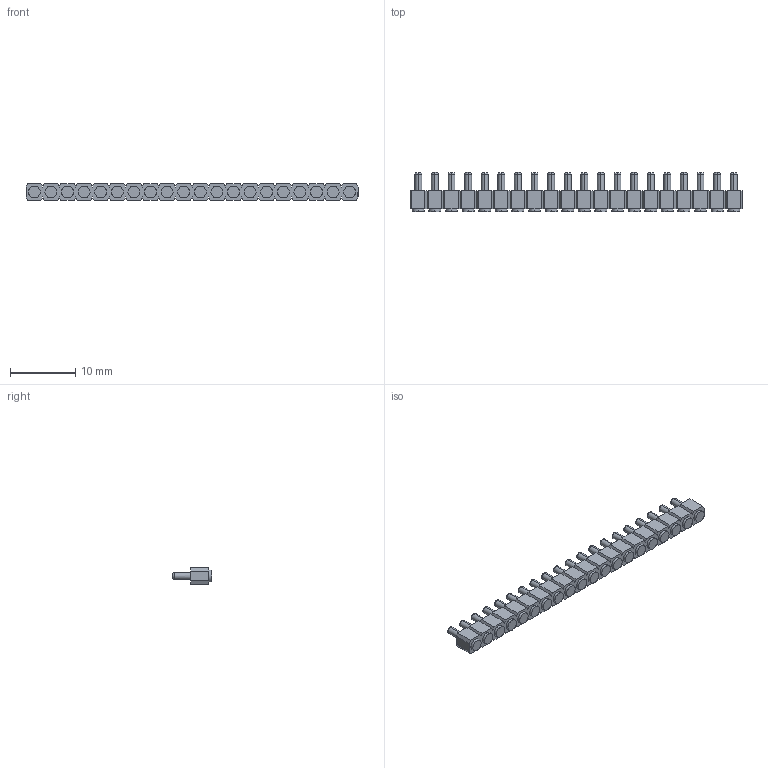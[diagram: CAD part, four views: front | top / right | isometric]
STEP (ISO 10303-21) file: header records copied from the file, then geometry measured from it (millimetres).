
FILE_DESCRIPTION (( 'STEP AP214' ), '1' );
FILE_NAME ('811-22-020-30-004101.STEP', '2022-05-11T04:20:12', ( '' ), ( '' ), 'SwSTEP 2.0', 'SolidWorks 2017', '' );
FILE_SCHEMA (( 'AUTOMOTIVE_DESIGN' ));
Length unit declared in the file: inch
Products named in the file (3): 811-22-xxx_020; pin^811-22-xxx ASS; 811-22-020-30-004101
Assembly tree (21 placements, depth 2):
  811-22-020-30-004101
    811-22-xxx_020
    pin^811-22-xxx ASS  x20
Bounding box: 50.8 x 5.99 x 2.54 mm (x, y, z)
Volume: 415.3 mm3; surface area: 1275.9 mm2
Topology: 21 solids, 21 shells, 344 faces, 806 edges, 524 vertices
Faces by surface type: plane 184, cylinder 120, bspline 40
Entity records: 6234 total; most frequent: CARTESIAN_POINT 1267, ORIENTED_EDGE 1004, DIRECTION 972, EDGE_CURVE 502, LINE 410, VECTOR 410, VERTEX_POINT 334, AXIS2_PLACEMENT_3D 281
